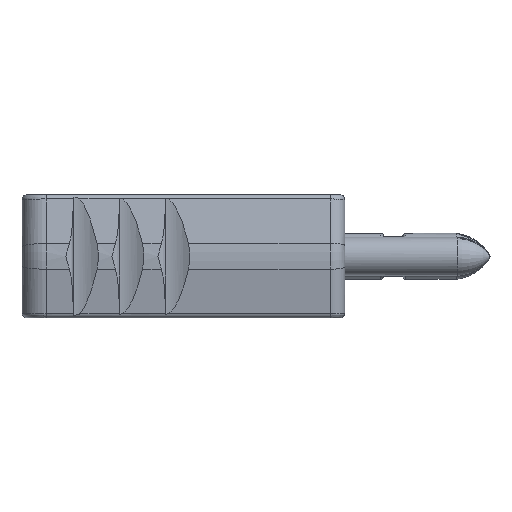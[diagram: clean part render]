
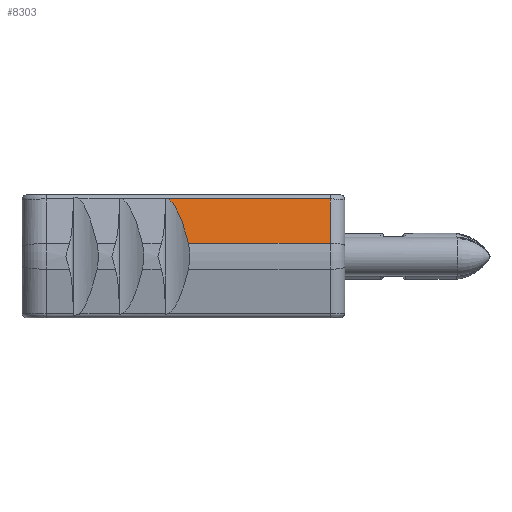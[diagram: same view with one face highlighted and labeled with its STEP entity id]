
A CAD part, front view. The second image highlights one B-rep face of the part: STEP entity #8303.
In plain terms, the highlighted planar face has unit normal (0, -0.989, 0.15).
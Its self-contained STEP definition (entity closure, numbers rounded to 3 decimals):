
#174 = EDGE_LOOP ( 'NONE', ( #8517, #650, #2679, #12764 ) ) ;
#650 = ORIENTED_EDGE ( 'NONE', *, *, #2425, .T. ) ;
#1319 = CARTESIAN_POINT ( 'NONE',  ( -1.5, -12.612, 1.327 ) ) ;
#1499 = LINE ( 'NONE', #13751, #13068 ) ;
#2425 = EDGE_CURVE ( 'NONE', #3689, #3850, #1499, .T. ) ;
#2679 = ORIENTED_EDGE ( 'NONE', *, *, #9883, .F. ) ;
#3399 = DIRECTION ( 'NONE',  ( 0., 0.989, -0.15 ) ) ;
#3689 = VERTEX_POINT ( 'NONE', #14089 ) ;
#3697 = CARTESIAN_POINT ( 'NONE',  ( -33.34, -12.612, 1.327 ) ) ;
#3793 = EDGE_CURVE ( 'NONE', #4272, #3689, #8395, .T. ) ;
#3850 = VERTEX_POINT ( 'NONE', #6448 ) ;
#4272 = VERTEX_POINT ( 'NONE', #6040 ) ;
#5035 = CARTESIAN_POINT ( 'NONE',  ( -16.138, -12.612, 1.327 ) ) ;
#5084 = AXIS2_PLACEMENT_3D ( 'NONE', #15228, #3399, #11679 ) ;
#5203 = VECTOR ( 'NONE', #9637, 1000. ) ;
#5833 = VERTEX_POINT ( 'NONE', #7666 ) ;
#6040 = CARTESIAN_POINT ( 'NONE',  ( -1.5, -12.612, 1.327 ) ) ;
#6281 = CARTESIAN_POINT ( 'NONE',  ( -18.244, -11.914, 5.925 ) ) ;
#6283 = VECTOR ( 'NONE', #13252, 1000. ) ;
#6448 = CARTESIAN_POINT ( 'NONE',  ( -18.244, -11.914, 5.925 ) ) ;
#7454 = FACE_OUTER_BOUND ( 'NONE', #174, .T. ) ;
#7666 = CARTESIAN_POINT ( 'NONE',  ( -16.138, -12.612, 1.327 ) ) ;
#8147 = PLANE ( 'NONE',  #5084 ) ;
#8303 = ADVANCED_FACE ( 'NONE', ( #7454 ), #8147, .F. ) ;
#8395 = LINE ( 'NONE', #1319, #5203 ) ;
#8517 = ORIENTED_EDGE ( 'NONE', *, *, #3793, .T. ) ;
#9637 = DIRECTION ( 'NONE',  ( 0., 0.15, 0.989 ) ) ;
#9883 = EDGE_CURVE ( 'NONE', #5833, #3850, #10617, .T. ) ;
#10200 = DIRECTION ( 'NONE',  ( -1., 0., 0. ) ) ;
#10617 =( BOUNDED_CURVE ( )  B_SPLINE_CURVE ( 3, ( #5035, #14521, #12159, #6281 ),
 .UNSPECIFIED., .F., .T. ) 
 B_SPLINE_CURVE_WITH_KNOTS ( ( 4, 4 ),
 ( 2.586, 3.058 ),
 .UNSPECIFIED. ) 
 CURVE ( )  GEOMETRIC_REPRESENTATION_ITEM ( )  RATIONAL_B_SPLINE_CURVE ( ( 1., 0.981, 0.981, 1. ) ) 
 REPRESENTATION_ITEM ( '' )  );
#11679 = DIRECTION ( 'NONE',  ( 0., 0.15, 0.989 ) ) ;
#11870 = LINE ( 'NONE', #3697, #6283 ) ;
#12159 = CARTESIAN_POINT ( 'NONE',  ( -17.493, -11.977, 5.511 ) ) ;
#12764 = ORIENTED_EDGE ( 'NONE', *, *, #15092, .T. ) ;
#13068 = VECTOR ( 'NONE', #10200, 1000. ) ;
#13252 = DIRECTION ( 'NONE',  ( 1., 0., 0. ) ) ;
#13751 = CARTESIAN_POINT ( 'NONE',  ( -28.02, -11.914, 5.925 ) ) ;
#14089 = CARTESIAN_POINT ( 'NONE',  ( -1.5, -11.914, 5.925 ) ) ;
#14521 = CARTESIAN_POINT ( 'NONE',  ( -16.778, -12.214, 3.949 ) ) ;
#15092 = EDGE_CURVE ( 'NONE', #5833, #4272, #11870, .T. ) ;
#15228 = CARTESIAN_POINT ( 'NONE',  ( -33.34, -12.612, 1.327 ) ) ;
